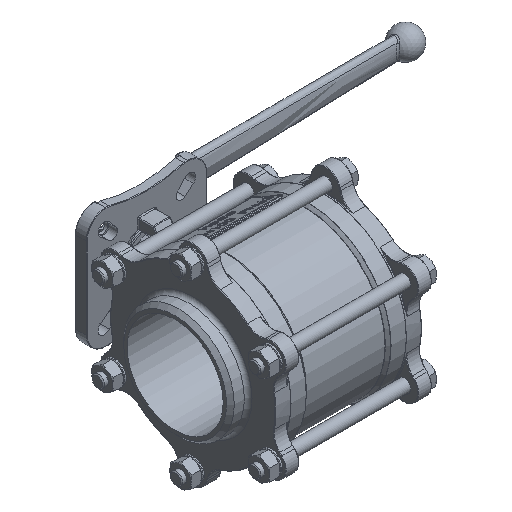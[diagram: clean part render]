
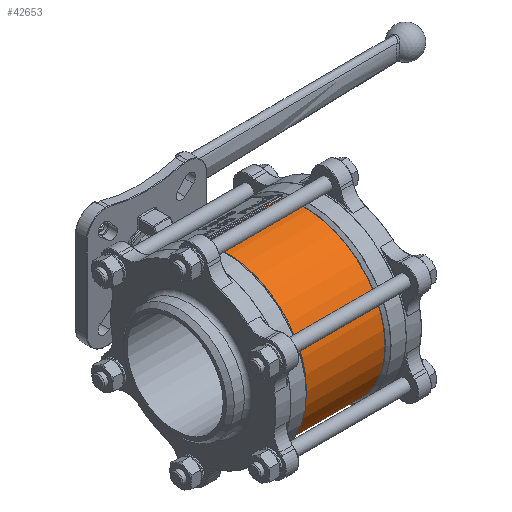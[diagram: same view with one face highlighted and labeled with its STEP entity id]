
A CAD part, isometric view. The second image highlights one B-rep face of the part: STEP entity #42653.
In plain terms, the highlighted cylindrical face has radius 83 mm (diameter 166 mm), a partial arc.
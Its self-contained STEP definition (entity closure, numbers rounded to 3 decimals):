
#31168 = EDGE_CURVE ( 'NONE', #39307, #39304, #34743, .T. ) ;
#31170 = EDGE_CURVE ( 'NONE', #39304, #39340, #34919, .T. ) ;
#31172 = EDGE_CURVE ( 'NONE', #39340, #39343, #34744, .T. ) ;
#31175 = EDGE_CURVE ( 'NONE', #39343, #39307, #34921, .T. ) ;
#34725 = CARTESIAN_POINT ( 'NONE',  ( 44., 24.543, 79.288 ) ) ;
#34743 = LINE ( 'NONE', #34745, #34917 ) ;
#34744 = LINE ( 'NONE', #34725, #34918 ) ;
#34745 = CARTESIAN_POINT ( 'NONE',  ( 44., 24.543, -79.288 ) ) ;
#34746 = DIRECTION ( 'NONE',  ( 1., 0., 0. ) ) ;
#34747 = CARTESIAN_POINT ( 'NONE',  ( 40.793, 0., 0. ) ) ;
#34748 = DIRECTION ( 'NONE',  ( -1., 0., 0. ) ) ;
#34749 = DIRECTION ( 'NONE',  ( 0., 0., 1. ) ) ;
#34750 = DIRECTION ( 'NONE',  ( -1., 0., 0. ) ) ;
#34752 = CARTESIAN_POINT ( 'NONE',  ( -40.793, 0., 0. ) ) ;
#34753 = DIRECTION ( 'NONE',  ( 1., 0., 0. ) ) ;
#34754 = DIRECTION ( 'NONE',  ( 0., 0., -1. ) ) ;
#34917 = VECTOR ( 'NONE', #34746, 1000. ) ;
#34918 = VECTOR ( 'NONE', #34750, 1000. ) ;
#34919 = CIRCLE ( 'NONE', #34920, 83. ) ;
#34920 = AXIS2_PLACEMENT_3D ( 'NONE', #34747, #34748, #34749 ) ;
#34921 = CIRCLE ( 'NONE', #34923, 83. ) ;
#34923 = AXIS2_PLACEMENT_3D ( 'NONE', #34752, #34753, #34754 ) ;
#39304 = VERTEX_POINT ( 'NONE', #46897 ) ;
#39307 = VERTEX_POINT ( 'NONE', #46898 ) ;
#39340 = VERTEX_POINT ( 'NONE', #46910 ) ;
#39343 = VERTEX_POINT ( 'NONE', #46911 ) ;
#42653 = ADVANCED_FACE ( 'NONE', ( #51593 ), #51592, .T. ) ;
#45970 = AXIS2_PLACEMENT_3D ( 'NONE', #51578, #51603, #51604 ) ;
#46897 = CARTESIAN_POINT ( 'NONE',  ( 40.793, 24.543, -79.288 ) ) ;
#46898 = CARTESIAN_POINT ( 'NONE',  ( -40.793, 24.543, -79.288 ) ) ;
#46910 = CARTESIAN_POINT ( 'NONE',  ( 40.793, 24.543, 79.288 ) ) ;
#46911 = CARTESIAN_POINT ( 'NONE',  ( -40.793, 24.543, 79.288 ) ) ;
#51578 = CARTESIAN_POINT ( 'NONE',  ( 44., 0., 0. ) ) ;
#51592 = CYLINDRICAL_SURFACE ( 'NONE', #45970, 83. ) ;
#51593 = FACE_OUTER_BOUND ( 'NONE', #77996, .T. ) ;
#51603 = DIRECTION ( 'NONE',  ( -1., 0., 0. ) ) ;
#51604 = DIRECTION ( 'NONE',  ( 0., 0., 1. ) ) ;
#77996 = EDGE_LOOP ( 'NONE', ( #78858, #78859, #78860, #78861 ) ) ;
#78858 = ORIENTED_EDGE ( 'NONE', *, *, #31168, .T. ) ;
#78859 = ORIENTED_EDGE ( 'NONE', *, *, #31170, .T. ) ;
#78860 = ORIENTED_EDGE ( 'NONE', *, *, #31172, .T. ) ;
#78861 = ORIENTED_EDGE ( 'NONE', *, *, #31175, .T. ) ;
